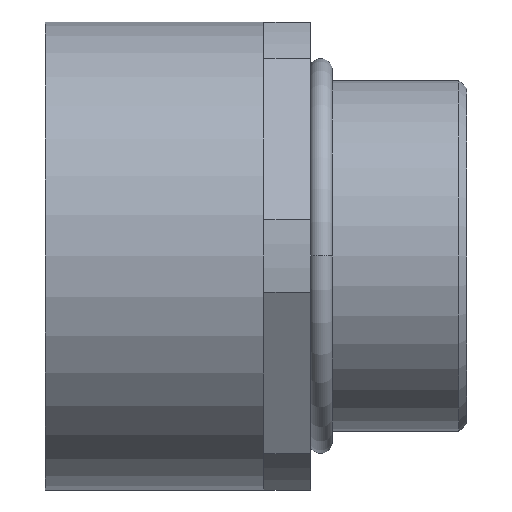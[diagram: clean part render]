
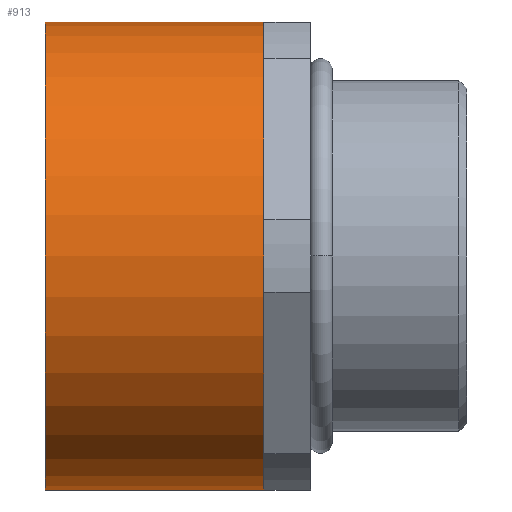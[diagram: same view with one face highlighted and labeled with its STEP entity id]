
A CAD part, left-side view. The second image highlights one B-rep face of the part: STEP entity #913.
In plain terms, the highlighted cylindrical face has radius 15 mm (diameter 30 mm), a partial arc.
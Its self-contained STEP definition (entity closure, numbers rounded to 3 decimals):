
#59 = CARTESIAN_POINT ( 'NONE',  ( 0., -2., 0. ) ) ;
#66 = DIRECTION ( 'NONE',  ( 0., 1., 0. ) ) ;
#67 = DIRECTION ( 'NONE',  ( 0., 0., 1. ) ) ;
#71 = CARTESIAN_POINT ( 'NONE',  ( 0., -2., 0. ) ) ;
#78 = DIRECTION ( 'NONE',  ( 0., 1., 0. ) ) ;
#79 = DIRECTION ( 'NONE',  ( 0., 0., 1. ) ) ;
#95 = CARTESIAN_POINT ( 'NONE',  ( 0., -2., 0. ) ) ;
#96 = DIRECTION ( 'NONE',  ( 0., 1., 0. ) ) ;
#97 = DIRECTION ( 'NONE',  ( 0., 0., 1. ) ) ;
#199 = AXIS2_PLACEMENT_3D ( 'NONE', #95, #96, #97 ) ;
#208 = AXIS2_PLACEMENT_3D ( 'NONE', #71, #78, #79 ) ;
#212 = AXIS2_PLACEMENT_3D ( 'NONE', #59, #66, #67 ) ;
#238 = AXIS2_PLACEMENT_3D ( 'NONE', #493, #494, #495 ) ;
#243 = AXIS2_PLACEMENT_3D ( 'NONE', #475, #476, #477 ) ;
#247 = FACE_OUTER_BOUND ( 'NONE', #802, .T. ) ;
#248 = CYLINDRICAL_SURFACE ( 'NONE', #243, 15. ) ;
#351 = VERTEX_POINT ( 'NONE', #632 ) ;
#358 = VERTEX_POINT ( 'NONE', #639 ) ;
#363 = LINE ( 'NONE', #364, #1144 ) ;
#364 = CARTESIAN_POINT ( 'NONE',  ( 0., 12.783, 15. ) ) ;
#365 = DIRECTION ( 'NONE',  ( 0., 1., 0. ) ) ;
#436 = CARTESIAN_POINT ( 'NONE',  ( 0., -2., 15. ) ) ;
#437 = CARTESIAN_POINT ( 'NONE',  ( 0., 12., 15. ) ) ;
#438 = CARTESIAN_POINT ( 'NONE',  ( 0., 12., -15. ) ) ;
#439 = CARTESIAN_POINT ( 'NONE',  ( 0., -2., -15. ) ) ;
#475 = CARTESIAN_POINT ( 'NONE',  ( 0., 12.783, 0. ) ) ;
#476 = DIRECTION ( 'NONE',  ( 0., 1., 0. ) ) ;
#477 = DIRECTION ( 'NONE',  ( 0., 0., 1. ) ) ;
#493 = CARTESIAN_POINT ( 'NONE',  ( 0., 12., 0. ) ) ;
#494 = DIRECTION ( 'NONE',  ( 0., 1., 0. ) ) ;
#495 = DIRECTION ( 'NONE',  ( 0., 0., 1. ) ) ;
#525 = EDGE_CURVE ( 'NONE', #789, #788, #701, .T. ) ;
#528 = EDGE_CURVE ( 'NONE', #786, #787, #363, .T. ) ;
#632 = CARTESIAN_POINT ( 'NONE',  ( -12.99, -2., -7.5 ) ) ;
#639 = CARTESIAN_POINT ( 'NONE',  ( -12.99, -2., 7.5 ) ) ;
#701 = LINE ( 'NONE', #702, #1148 ) ;
#702 = CARTESIAN_POINT ( 'NONE',  ( 0., 12.783, -15. ) ) ;
#703 = DIRECTION ( 'NONE',  ( 0., 1., 0. ) ) ;
#724 = CIRCLE ( 'NONE', #238, 15. ) ;
#735 = CIRCLE ( 'NONE', #212, 15. ) ;
#737 = CIRCLE ( 'NONE', #208, 15. ) ;
#741 = CIRCLE ( 'NONE', #199, 15. ) ;
#786 = VERTEX_POINT ( 'NONE', #436 ) ;
#787 = VERTEX_POINT ( 'NONE', #437 ) ;
#788 = VERTEX_POINT ( 'NONE', #438 ) ;
#789 = VERTEX_POINT ( 'NONE', #439 ) ;
#802 = EDGE_LOOP ( 'NONE', ( #885, #886, #887, #880, #888, #889 ) ) ;
#880 = ORIENTED_EDGE ( 'NONE', *, *, #953, .T. ) ;
#885 = ORIENTED_EDGE ( 'NONE', *, *, #525, .F. ) ;
#886 = ORIENTED_EDGE ( 'NONE', *, *, #943, .T. ) ;
#887 = ORIENTED_EDGE ( 'NONE', *, *, #947, .T. ) ;
#888 = ORIENTED_EDGE ( 'NONE', *, *, #528, .T. ) ;
#889 = ORIENTED_EDGE ( 'NONE', *, *, #918, .F. ) ;
#913 = ADVANCED_FACE ( 'NONE', ( #247 ), #248, .T. ) ;
#918 = EDGE_CURVE ( 'NONE', #788, #787, #724, .T. ) ;
#943 = EDGE_CURVE ( 'NONE', #789, #351, #735, .T. ) ;
#947 = EDGE_CURVE ( 'NONE', #351, #358, #737, .T. ) ;
#953 = EDGE_CURVE ( 'NONE', #358, #786, #741, .T. ) ;
#1144 = VECTOR ( 'NONE', #365, 1000. ) ;
#1148 = VECTOR ( 'NONE', #703, 1000. ) ;
